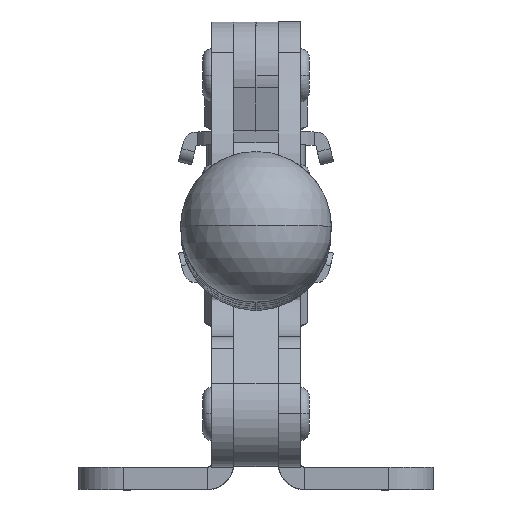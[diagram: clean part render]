
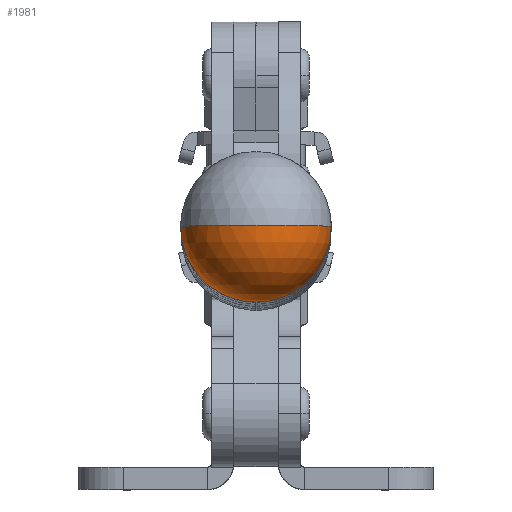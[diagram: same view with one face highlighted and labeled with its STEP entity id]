
A CAD part, top view. The second image highlights one B-rep face of the part: STEP entity #1981.
In plain terms, the highlighted spherical face has radius 8.5 mm.
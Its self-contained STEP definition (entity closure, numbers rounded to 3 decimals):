
#1981 = ADVANCED_FACE ( 'NONE', ( #34701 ), #34698, .T. ) ;
#2403 = DIRECTION ( 'NONE',  ( 0., 0., 1. ) ) ;
#2404 = CARTESIAN_POINT ( 'NONE',  ( 0., 47.5, 0. ) ) ;
#2408 = DIRECTION ( 'NONE',  ( 1., 0., 0. ) ) ;
#7893 = AXIS2_PLACEMENT_3D ( 'NONE', #18258, #18260, #18261 ) ;
#7898 = AXIS2_PLACEMENT_3D ( 'NONE', #18294, #18296, #18298 ) ;
#7899 = AXIS2_PLACEMENT_3D ( 'NONE', #18301, #18303, #18305 ) ;
#7900 = AXIS2_PLACEMENT_3D ( 'NONE', #18309, #18311, #18312 ) ;
#16465 = CIRCLE ( 'NONE', #7893, 8.5 ) ;
#16471 = CIRCLE ( 'NONE', #7899, 8.5 ) ;
#16472 = CIRCLE ( 'NONE', #7898, 8.5 ) ;
#16473 = CIRCLE ( 'NONE', #7900, 8.5 ) ;
#18258 = CARTESIAN_POINT ( 'NONE',  ( 0., 47.5, 0. ) ) ;
#18260 = DIRECTION ( 'NONE',  ( 0., -1., 0. ) ) ;
#18261 = DIRECTION ( 'NONE',  ( 0., 0., -1. ) ) ;
#18294 = CARTESIAN_POINT ( 'NONE',  ( 0., 47.5, 0. ) ) ;
#18296 = DIRECTION ( 'NONE',  ( 0., 0., -1. ) ) ;
#18298 = DIRECTION ( 'NONE',  ( -1., 0., 0. ) ) ;
#18301 = CARTESIAN_POINT ( 'NONE',  ( 0., 47.5, 0. ) ) ;
#18303 = DIRECTION ( 'NONE',  ( 0., 0., 1. ) ) ;
#18305 = DIRECTION ( 'NONE',  ( 1., 0., 0. ) ) ;
#18309 = CARTESIAN_POINT ( 'NONE',  ( 0., 47.5, 0. ) ) ;
#18311 = DIRECTION ( 'NONE',  ( 0., -1., 0. ) ) ;
#18312 = DIRECTION ( 'NONE',  ( 0., 0., -1. ) ) ;
#20744 = CARTESIAN_POINT ( 'NONE',  ( 8.5, 47.5, 0. ) ) ;
#20748 = CARTESIAN_POINT ( 'NONE',  ( 0., 47.5, 8.5 ) ) ;
#20754 = CARTESIAN_POINT ( 'NONE',  ( 0., 56., 0. ) ) ;
#20767 = CARTESIAN_POINT ( 'NONE',  ( -8.5, 47.5, 0. ) ) ;
#30316 = ORIENTED_EDGE ( 'NONE', *, *, #30392, .F. ) ;
#30317 = ORIENTED_EDGE ( 'NONE', *, *, #30393, .T. ) ;
#30318 = ORIENTED_EDGE ( 'NONE', *, *, #30394, .F. ) ;
#30319 = ORIENTED_EDGE ( 'NONE', *, *, #30387, .F. ) ;
#30387 = EDGE_CURVE ( 'NONE', #31810, #31815, #16465, .T. ) ;
#30392 = EDGE_CURVE ( 'NONE', #31816, #31810, #16472, .T. ) ;
#30393 = EDGE_CURVE ( 'NONE', #31816, #31831, #16471, .T. ) ;
#30394 = EDGE_CURVE ( 'NONE', #31815, #31831, #16473, .T. ) ;
#31810 = VERTEX_POINT ( 'NONE', #20744 ) ;
#31815 = VERTEX_POINT ( 'NONE', #20748 ) ;
#31816 = VERTEX_POINT ( 'NONE', #20754 ) ;
#31831 = VERTEX_POINT ( 'NONE', #20767 ) ;
#32275 = EDGE_LOOP ( 'NONE', ( #30316, #30317, #30318, #30319 ) ) ;
#34698 = SPHERICAL_SURFACE ( 'NONE', #36763, 8.5 ) ;
#34701 = FACE_OUTER_BOUND ( 'NONE', #32275, .T. ) ;
#36763 = AXIS2_PLACEMENT_3D ( 'NONE', #2404, #2403, #2408 ) ;
